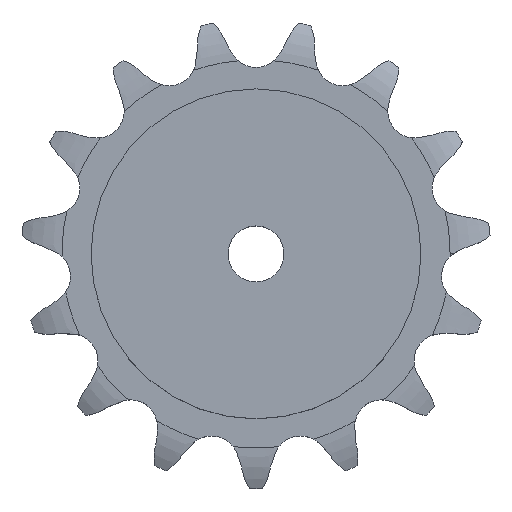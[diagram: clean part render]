
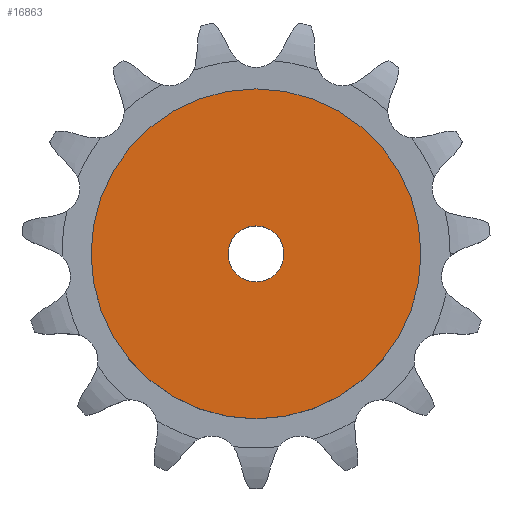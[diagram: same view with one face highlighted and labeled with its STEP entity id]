
A CAD part, top view. The second image highlights one B-rep face of the part: STEP entity #16863.
In plain terms, the highlighted planar face has unit normal (0, 0, 1).
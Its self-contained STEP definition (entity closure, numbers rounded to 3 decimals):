
#2451 = CYLINDRICAL_SURFACE('',#2452,59.);
#2452 = AXIS2_PLACEMENT_3D('',#2453,#2454,#2455);
#2453 = CARTESIAN_POINT('',(0.,0.,0.));
#2454 = DIRECTION('',(-0.,-0.,-1.));
#2455 = DIRECTION('',(1.,0.,0.));
#10846 = VERTEX_POINT('',#10847);
#10847 = CARTESIAN_POINT('',(59.,0.,45.));
#10868 = EDGE_CURVE('',#10846,#10846,#10869,.T.);
#10869 = SURFACE_CURVE('',#10870,(#10875,#10882),.PCURVE_S1.);
#10870 = CIRCLE('',#10871,59.);
#10871 = AXIS2_PLACEMENT_3D('',#10872,#10873,#10874);
#10872 = CARTESIAN_POINT('',(0.,0.,45.));
#10873 = DIRECTION('',(0.,0.,1.));
#10874 = DIRECTION('',(1.,0.,0.));
#10875 = PCURVE('',#2451,#10876);
#10876 = DEFINITIONAL_REPRESENTATION('',(#10877),#10881);
#10877 = LINE('',#10878,#10879);
#10878 = CARTESIAN_POINT('',(-0.,-45.));
#10879 = VECTOR('',#10880,1.);
#10880 = DIRECTION('',(-1.,0.));
#10881 = ( GEOMETRIC_REPRESENTATION_CONTEXT(2) 
PARAMETRIC_REPRESENTATION_CONTEXT() REPRESENTATION_CONTEXT('2D SPACE',''
  ) );
#10882 = PCURVE('',#10883,#10888);
#10883 = PLANE('',#10884);
#10884 = AXIS2_PLACEMENT_3D('',#10885,#10886,#10887);
#10885 = CARTESIAN_POINT('',(0.,0.,45.)
  );
#10886 = DIRECTION('',(0.,0.,1.));
#10887 = DIRECTION('',(1.,0.,0.));
#10888 = DEFINITIONAL_REPRESENTATION('',(#10889),#10893);
#10889 = CIRCLE('',#10890,59.);
#10890 = AXIS2_PLACEMENT_2D('',#10891,#10892);
#10891 = CARTESIAN_POINT('',(0.,0.));
#10892 = DIRECTION('',(1.,0.));
#10893 = ( GEOMETRIC_REPRESENTATION_CONTEXT(2) 
PARAMETRIC_REPRESENTATION_CONTEXT() REPRESENTATION_CONTEXT('2D SPACE',''
  ) );
#14486 = CYLINDRICAL_SURFACE('',#14487,10.);
#14487 = AXIS2_PLACEMENT_3D('',#14488,#14489,#14490);
#14488 = CARTESIAN_POINT('',(0.,0.,268.555));
#14489 = DIRECTION('',(0.,0.,1.));
#14490 = DIRECTION('',(1.,0.,0.));
#16863 = ADVANCED_FACE('',(#16864,#16867),#10883,.T.);
#16864 = FACE_BOUND('',#16865,.T.);
#16865 = EDGE_LOOP('',(#16866));
#16866 = ORIENTED_EDGE('',*,*,#10868,.T.);
#16867 = FACE_BOUND('',#16868,.T.);
#16868 = EDGE_LOOP('',(#16869));
#16869 = ORIENTED_EDGE('',*,*,#16870,.F.);
#16870 = EDGE_CURVE('',#16871,#16871,#16873,.T.);
#16871 = VERTEX_POINT('',#16872);
#16872 = CARTESIAN_POINT('',(10.,0.,45.));
#16873 = SURFACE_CURVE('',#16874,(#16879,#16886),.PCURVE_S1.);
#16874 = CIRCLE('',#16875,10.);
#16875 = AXIS2_PLACEMENT_3D('',#16876,#16877,#16878);
#16876 = CARTESIAN_POINT('',(0.,0.,45.));
#16877 = DIRECTION('',(0.,0.,1.));
#16878 = DIRECTION('',(1.,0.,0.));
#16879 = PCURVE('',#10883,#16880);
#16880 = DEFINITIONAL_REPRESENTATION('',(#16881),#16885);
#16881 = CIRCLE('',#16882,10.);
#16882 = AXIS2_PLACEMENT_2D('',#16883,#16884);
#16883 = CARTESIAN_POINT('',(0.,0.));
#16884 = DIRECTION('',(1.,0.));
#16885 = ( GEOMETRIC_REPRESENTATION_CONTEXT(2) 
PARAMETRIC_REPRESENTATION_CONTEXT() REPRESENTATION_CONTEXT('2D SPACE',''
  ) );
#16886 = PCURVE('',#14486,#16887);
#16887 = DEFINITIONAL_REPRESENTATION('',(#16888),#16892);
#16888 = LINE('',#16889,#16890);
#16889 = CARTESIAN_POINT('',(0.,-223.555));
#16890 = VECTOR('',#16891,1.);
#16891 = DIRECTION('',(1.,0.));
#16892 = ( GEOMETRIC_REPRESENTATION_CONTEXT(2) 
PARAMETRIC_REPRESENTATION_CONTEXT() REPRESENTATION_CONTEXT('2D SPACE',''
  ) );
